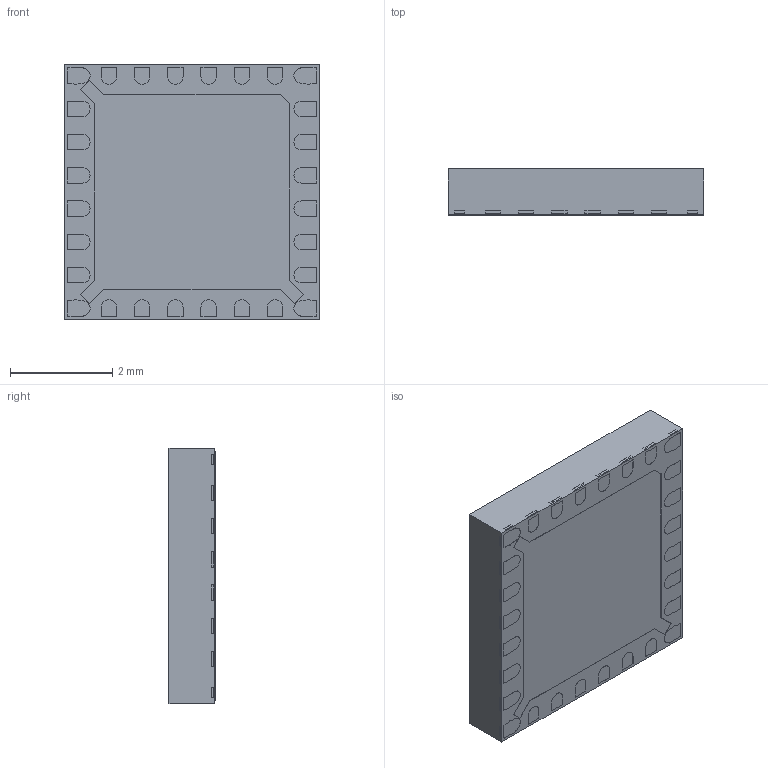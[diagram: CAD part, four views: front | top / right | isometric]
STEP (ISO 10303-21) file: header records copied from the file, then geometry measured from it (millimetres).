
FILE_DESCRIPTION (( 'STEP AP214' ), '1' );
FILE_NAME ('12B9BB5E-87DA-428F-B397-60C3E6CCAD04.STEP', '2023-05-06T19:43:51', ( '' ), ( '' ), 'SwSTEP 2.0', 'SolidWorks 2022', '' );
FILE_SCHEMA (( 'AUTOMOTIVE_DESIGN' ));
Length unit declared in the file: millimetre
Products named in the file (1): 12B9BB5E-87DA-428F-B397-60C3E6CCAD04
Bounding box: 5 x 0.9 x 5 mm (x, y, z)
Volume: 22.5 mm3; surface area: 68.1 mm2
Topology: 1 solids, 1 shells, 352 faces, 864 edges, 576 vertices
Faces by surface type: plane 310, cylinder 42
Entity records: 13929 total; most frequent: CARTESIAN_POINT 1793, ORIENTED_EDGE 1728, DIRECTION 1654, EDGE_CURVE 864, VECTOR 780, LINE 780, VERTEX_POINT 576, AXIS2_PLACEMENT_3D 437
